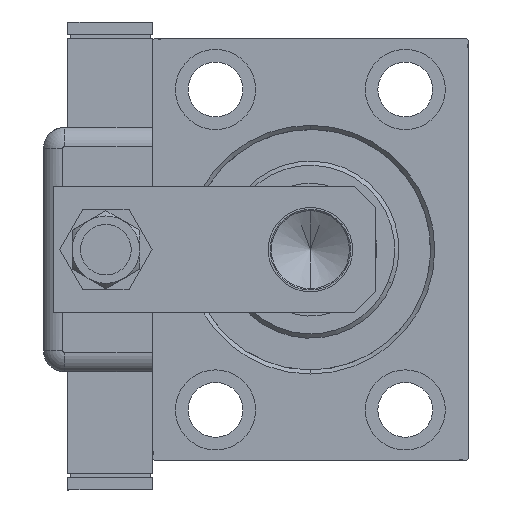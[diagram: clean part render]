
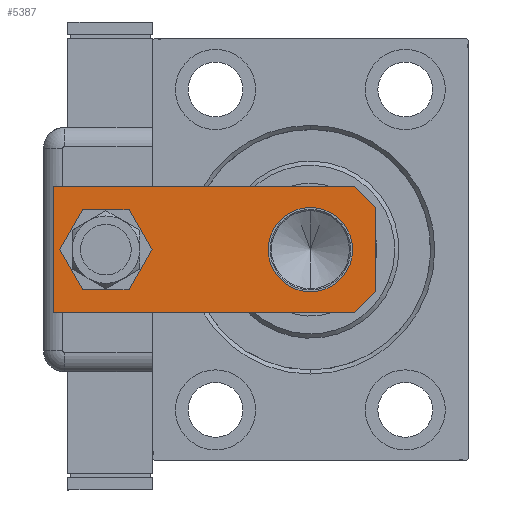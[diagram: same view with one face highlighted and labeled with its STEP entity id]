
A CAD part, left-side view. The second image highlights one B-rep face of the part: STEP entity #5387.
In plain terms, the highlighted face is planar.
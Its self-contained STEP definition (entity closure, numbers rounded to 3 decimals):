
#226 = VECTOR ( 'NONE', #54538, 1000. ) ;
#421 = EDGE_CURVE ( 'NONE', #2467, #51514, #18713, .T. ) ;
#549 = ORIENTED_EDGE ( 'NONE', *, *, #17509, .T. ) ;
#728 = CARTESIAN_POINT ( 'NONE',  ( -15., 0., 0. ) ) ;
#1066 = EDGE_LOOP ( 'NONE', ( #30802, #2132 ) ) ;
#1290 = ORIENTED_EDGE ( 'NONE', *, *, #21077, .F. ) ;
#1997 = LINE ( 'NONE', #47373, #23423 ) ;
#2132 = ORIENTED_EDGE ( 'NONE', *, *, #50054, .T. ) ;
#2158 = CARTESIAN_POINT ( 'NONE',  ( 15., 76.5, 0. ) ) ;
#2467 = VERTEX_POINT ( 'NONE', #12729 ) ;
#4037 = EDGE_LOOP ( 'NONE', ( #55536, #44530, #40719, #1290, #20057, #9791 ) ) ;
#4329 = CARTESIAN_POINT ( 'NONE',  ( -10., 0., 0. ) ) ;
#4647 = AXIS2_PLACEMENT_3D ( 'NONE', #8496, #26804, #45149 ) ;
#4917 = CARTESIAN_POINT ( 'NONE',  ( 15., 76.5, 0. ) ) ;
#5387 = ADVANCED_FACE ( 'NONE', ( #41871, #55692, #24708 ), #28324, .F. ) ;
#8466 = VECTOR ( 'NONE', #28327, 1000. ) ;
#8496 = CARTESIAN_POINT ( 'NONE',  ( 0., 64., 0. ) ) ;
#8863 = CARTESIAN_POINT ( 'NONE',  ( 15., 5., 0. ) ) ;
#9791 = ORIENTED_EDGE ( 'NONE', *, *, #35816, .T. ) ;
#10396 = LINE ( 'NONE', #24196, #27971 ) ;
#10481 = VERTEX_POINT ( 'NONE', #54994 ) ;
#10929 = DIRECTION ( 'NONE',  ( 1., 0., 0. ) ) ;
#11805 = DIRECTION ( 'NONE',  ( 0., 0., 1. ) ) ;
#12134 = DIRECTION ( 'NONE',  ( 0., 1., 0. ) ) ;
#12186 = DIRECTION ( 'NONE',  ( 1., 0., 0. ) ) ;
#12243 = LINE ( 'NONE', #8863, #226 ) ;
#12729 = CARTESIAN_POINT ( 'NONE',  ( -10., 15.5, 0. ) ) ;
#16589 = CARTESIAN_POINT ( 'NONE',  ( -15., 76.5, 0. ) ) ;
#16643 = LINE ( 'NONE', #43692, #34683 ) ;
#17509 = EDGE_CURVE ( 'NONE', #51514, #2467, #53399, .T. ) ;
#18713 = CIRCLE ( 'NONE', #52269, 10. ) ;
#20010 = CARTESIAN_POINT ( 'NONE',  ( 15., 5., 0. ) ) ;
#20057 = ORIENTED_EDGE ( 'NONE', *, *, #33576, .F. ) ;
#20613 = CARTESIAN_POINT ( 'NONE',  ( 0., 64., 0. ) ) ;
#21077 = EDGE_CURVE ( 'NONE', #41551, #30084, #46085, .T. ) ;
#21912 = EDGE_CURVE ( 'NONE', #39047, #53838, #28595, .T. ) ;
#22339 = AXIS2_PLACEMENT_3D ( 'NONE', #20613, #57272, #12186 ) ;
#22352 = VERTEX_POINT ( 'NONE', #50756 ) ;
#23277 = CIRCLE ( 'NONE', #22339, 7. ) ;
#23423 = VECTOR ( 'NONE', #30212, 1000. ) ;
#24115 = DIRECTION ( 'NONE',  ( 0., 0., 1. ) ) ;
#24196 = CARTESIAN_POINT ( 'NONE',  ( -15., 76.5, 0. ) ) ;
#24437 = CARTESIAN_POINT ( 'NONE',  ( -7., 64., 0. ) ) ;
#24708 = FACE_BOUND ( 'NONE', #42326, .T. ) ;
#26804 = DIRECTION ( 'NONE',  ( 0., 0., 1. ) ) ;
#27971 = VECTOR ( 'NONE', #42544, 1000. ) ;
#28324 = PLANE ( 'NONE',  #39904 ) ;
#28327 = DIRECTION ( 'NONE',  ( -1., 0., 0. ) ) ;
#28595 = CIRCLE ( 'NONE', #4647, 7. ) ;
#28925 = CARTESIAN_POINT ( 'NONE',  ( 0., 0., 0. ) ) ;
#29870 = VERTEX_POINT ( 'NONE', #4329 ) ;
#30084 = VERTEX_POINT ( 'NONE', #16589 ) ;
#30123 = DIRECTION ( 'NONE',  ( 1., 0., 0. ) ) ;
#30212 = DIRECTION ( 'NONE',  ( -0.707, 0.707, 0. ) ) ;
#30802 = ORIENTED_EDGE ( 'NONE', *, *, #21912, .T. ) ;
#31160 = VECTOR ( 'NONE', #52085, 1000. ) ;
#33576 = EDGE_CURVE ( 'NONE', #54957, #41551, #16643, .T. ) ;
#34683 = VECTOR ( 'NONE', #12134, 1000. ) ;
#35424 = CARTESIAN_POINT ( 'NONE',  ( 7., 64., 0. ) ) ;
#35816 = EDGE_CURVE ( 'NONE', #54957, #22352, #12243, .T. ) ;
#37682 = CARTESIAN_POINT ( 'NONE',  ( 0., 15.5, 0. ) ) ;
#39047 = VERTEX_POINT ( 'NONE', #24437 ) ;
#39081 = EDGE_CURVE ( 'NONE', #29870, #22352, #46399, .T. ) ;
#39904 = AXIS2_PLACEMENT_3D ( 'NONE', #28925, #24115, #46663 ) ;
#40719 = ORIENTED_EDGE ( 'NONE', *, *, #48005, .F. ) ;
#41551 = VERTEX_POINT ( 'NONE', #2158 ) ;
#41871 = FACE_OUTER_BOUND ( 'NONE', #4037, .T. ) ;
#42326 = EDGE_LOOP ( 'NONE', ( #49884, #549 ) ) ;
#42544 = DIRECTION ( 'NONE',  ( 0., -1., 0. ) ) ;
#43692 = CARTESIAN_POINT ( 'NONE',  ( 15., 0., 0. ) ) ;
#44530 = ORIENTED_EDGE ( 'NONE', *, *, #58419, .T. ) ;
#45149 = DIRECTION ( 'NONE',  ( 1., 0., 0. ) ) ;
#45781 = CARTESIAN_POINT ( 'NONE',  ( 10., 15.5, 0. ) ) ;
#46085 = LINE ( 'NONE', #4917, #8466 ) ;
#46399 = LINE ( 'NONE', #728, #31160 ) ;
#46663 = DIRECTION ( 'NONE',  ( 1., 0., 0. ) ) ;
#47373 = CARTESIAN_POINT ( 'NONE',  ( -10., 0., 0. ) ) ;
#47692 = AXIS2_PLACEMENT_3D ( 'NONE', #52961, #11805, #30123 ) ;
#47867 = DIRECTION ( 'NONE',  ( 0., 0., 1. ) ) ;
#48005 = EDGE_CURVE ( 'NONE', #30084, #10481, #10396, .T. ) ;
#49884 = ORIENTED_EDGE ( 'NONE', *, *, #421, .T. ) ;
#50054 = EDGE_CURVE ( 'NONE', #53838, #39047, #23277, .T. ) ;
#50756 = CARTESIAN_POINT ( 'NONE',  ( 10., 0., 0. ) ) ;
#51514 = VERTEX_POINT ( 'NONE', #45781 ) ;
#52085 = DIRECTION ( 'NONE',  ( 1., 0., 0. ) ) ;
#52269 = AXIS2_PLACEMENT_3D ( 'NONE', #37682, #47867, #10929 ) ;
#52961 = CARTESIAN_POINT ( 'NONE',  ( 0., 15.5, 0. ) ) ;
#53399 = CIRCLE ( 'NONE', #47692, 10. ) ;
#53838 = VERTEX_POINT ( 'NONE', #35424 ) ;
#54538 = DIRECTION ( 'NONE',  ( -0.707, -0.707, 0. ) ) ;
#54957 = VERTEX_POINT ( 'NONE', #20010 ) ;
#54994 = CARTESIAN_POINT ( 'NONE',  ( -15., 5., 0. ) ) ;
#55536 = ORIENTED_EDGE ( 'NONE', *, *, #39081, .F. ) ;
#55692 = FACE_BOUND ( 'NONE', #1066, .T. ) ;
#57272 = DIRECTION ( 'NONE',  ( 0., 0., 1. ) ) ;
#58419 = EDGE_CURVE ( 'NONE', #29870, #10481, #1997, .T. ) ;
